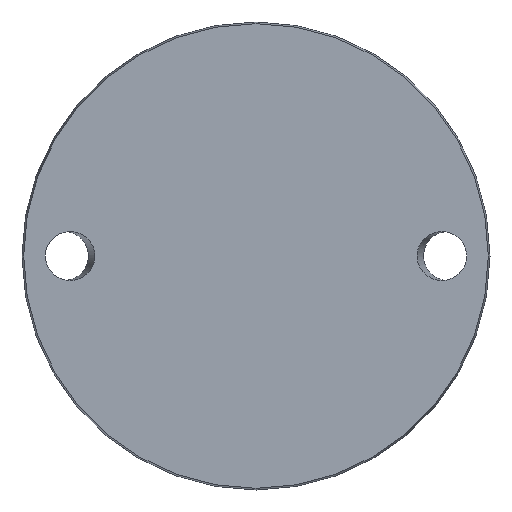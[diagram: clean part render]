
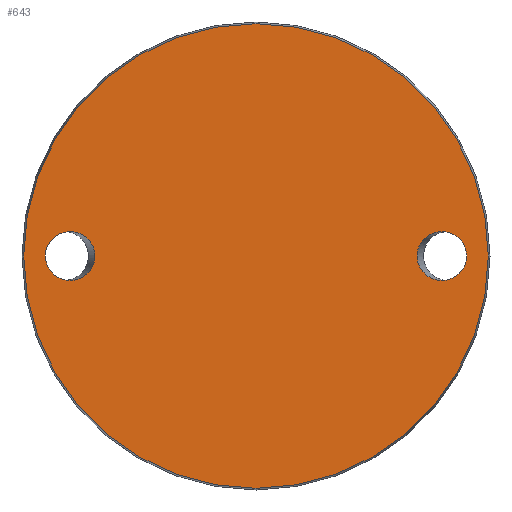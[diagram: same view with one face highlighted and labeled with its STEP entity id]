
A CAD part, front view. The second image highlights one B-rep face of the part: STEP entity #643.
In plain terms, the highlighted planar face has unit normal (0, -1, 0).
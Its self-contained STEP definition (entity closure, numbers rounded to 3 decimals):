
#17 = AXIS2_PLACEMENT_3D ( 'NONE', #397, #163, #348 ) ;
#26 = CARTESIAN_POINT ( 'NONE',  ( 54.385, 0., 16.5 ) ) ;
#49 = CARTESIAN_POINT ( 'NONE',  ( 0., 0., 0. ) ) ;
#71 = CARTESIAN_POINT ( 'NONE',  ( -54.385, 0., -16.5 ) ) ;
#85 =( BOUNDED_CURVE ( )  B_SPLINE_CURVE ( 3, ( #228, #466, #517, #333, #26, #274, #762 ),
 .UNSPECIFIED., .T., .F. ) 
 B_SPLINE_CURVE_WITH_KNOTS ( ( 4, 3, 4 ),
 ( 0., 3.142, 6.283 ),
 .UNSPECIFIED. ) 
 CURVE ( )  GEOMETRIC_REPRESENTATION_ITEM ( )  RATIONAL_B_SPLINE_CURVE ( ( 1., 0.333, 0.333, 1., 0.333, 0.333, 1. ) ) 
 REPRESENTATION_ITEM ( '' )  );
#91 = CARTESIAN_POINT ( 'NONE',  ( 0., 0., -78.425 ) ) ;
#92 = ORIENTED_EDGE ( 'NONE', *, *, #197, .T. ) ;
#100 = CARTESIAN_POINT ( 'NONE',  ( 71.115, 0., 0. ) ) ;
#144 = VERTEX_POINT ( 'NONE', #214 ) ;
#158 = FACE_OUTER_BOUND ( 'NONE', #282, .T. ) ;
#163 = DIRECTION ( 'NONE',  ( 0., 1., 0. ) ) ;
#169 =( BOUNDED_CURVE ( )  B_SPLINE_CURVE ( 3, ( #740, #257, #431, #612, #71, #322, #558 ),
 .UNSPECIFIED., .T., .T. ) 
 B_SPLINE_CURVE_WITH_KNOTS ( ( 4, 3, 4 ),
 ( 0., 3.142, 6.283 ),
 .UNSPECIFIED. ) 
 CURVE ( )  GEOMETRIC_REPRESENTATION_ITEM ( )  RATIONAL_B_SPLINE_CURVE ( ( 1., 0.333, 0.333, 1., 0.333, 0.333, 1. ) ) 
 REPRESENTATION_ITEM ( '' )  );
#197 = EDGE_CURVE ( 'NONE', #760, #760, #291, .T. ) ;
#214 = CARTESIAN_POINT ( 'NONE',  ( -71.115, 0., 0. ) ) ;
#228 = CARTESIAN_POINT ( 'NONE',  ( 71.115, 0., 0. ) ) ;
#239 = DIRECTION ( 'NONE',  ( 0., -1., 0. ) ) ;
#257 = CARTESIAN_POINT ( 'NONE',  ( -71.115, 0., 16.5 ) ) ;
#274 = CARTESIAN_POINT ( 'NONE',  ( 71.115, 0., 16.5 ) ) ;
#282 = EDGE_LOOP ( 'NONE', ( #92 ) ) ;
#291 = CIRCLE ( 'NONE', #498, 78.425 ) ;
#309 = EDGE_CURVE ( 'NONE', #144, #144, #169, .T. ) ;
#322 = CARTESIAN_POINT ( 'NONE',  ( -71.115, 0., -16.5 ) ) ;
#333 = CARTESIAN_POINT ( 'NONE',  ( 54.385, 0., 0. ) ) ;
#348 = DIRECTION ( 'NONE',  ( 0., 0., 1. ) ) ;
#389 = PLANE ( 'NONE',  #17 ) ;
#397 = CARTESIAN_POINT ( 'NONE',  ( -78.425, 0., 0. ) ) ;
#408 = ORIENTED_EDGE ( 'NONE', *, *, #309, .T. ) ;
#431 = CARTESIAN_POINT ( 'NONE',  ( -54.385, 0., 16.5 ) ) ;
#466 = CARTESIAN_POINT ( 'NONE',  ( 71.115, 0., -16.5 ) ) ;
#475 = EDGE_CURVE ( 'NONE', #646, #646, #85, .T. ) ;
#498 = AXIS2_PLACEMENT_3D ( 'NONE', #49, #239, #563 ) ;
#517 = CARTESIAN_POINT ( 'NONE',  ( 54.385, 0., -16.5 ) ) ;
#558 = CARTESIAN_POINT ( 'NONE',  ( -71.115, 0., 0. ) ) ;
#560 = FACE_BOUND ( 'NONE', #722, .T. ) ;
#563 = DIRECTION ( 'NONE',  ( 0., 0., -1. ) ) ;
#572 = EDGE_LOOP ( 'NONE', ( #766 ) ) ;
#612 = CARTESIAN_POINT ( 'NONE',  ( -54.385, 0., 0. ) ) ;
#643 = ADVANCED_FACE ( 'NONE', ( #560, #775, #158 ), #389, .F. ) ;
#646 = VERTEX_POINT ( 'NONE', #100 ) ;
#722 = EDGE_LOOP ( 'NONE', ( #408 ) ) ;
#740 = CARTESIAN_POINT ( 'NONE',  ( -71.115, 0., 0. ) ) ;
#760 = VERTEX_POINT ( 'NONE', #91 ) ;
#762 = CARTESIAN_POINT ( 'NONE',  ( 71.115, 0., 0. ) ) ;
#766 = ORIENTED_EDGE ( 'NONE', *, *, #475, .T. ) ;
#775 = FACE_BOUND ( 'NONE', #572, .T. ) ;
